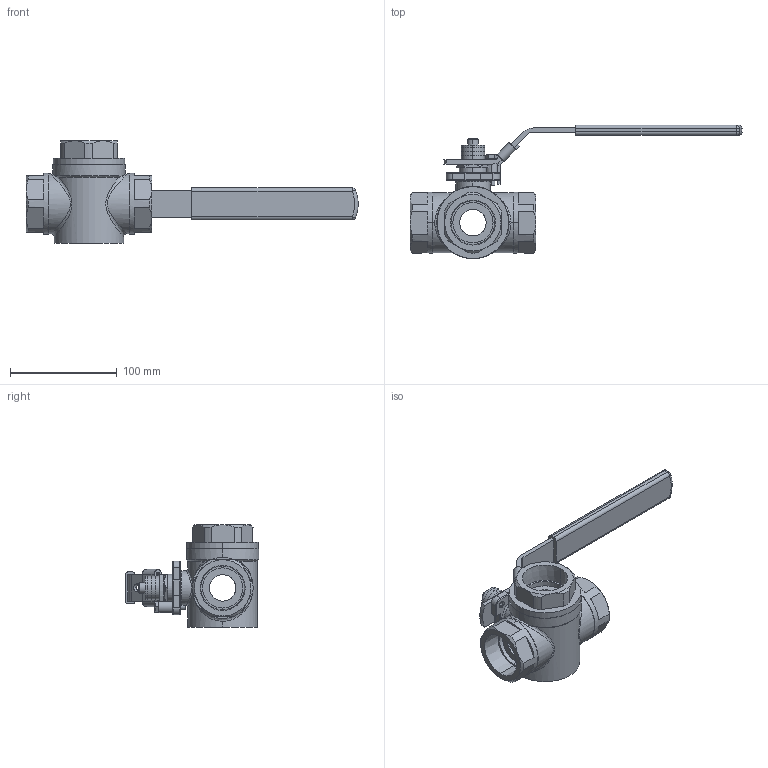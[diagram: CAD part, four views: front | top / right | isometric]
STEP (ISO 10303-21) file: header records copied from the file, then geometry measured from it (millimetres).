
FILE_DESCRIPTION (( 'STEP AP214' ), '1' );
FILE_NAME ('38-TH-0125-XXX.step', '2019-12-06T21:06:04', ( '' ), ( '' ), 'SwSTEP 2.0', 'SolidWorks 2019', '' );
FILE_SCHEMA (( 'AUTOMOTIVE_DESIGN' ));
Length unit declared in the file: inch
Products named in the file (2): 38-TH-0125-XXX
Bounding box: 311.28 x 125.29 x 96.01 mm (x, y, z)
Surface area: 92271.9 mm2 (no closed solid volume)
Topology: 0 solids, 16 shells, 343 faces, 875 edges, 539 vertices
Faces by surface type: plane 135, cylinder 126, cone 42, torus 26, bspline 10, sphere 4
Entity records: 16943 total; most frequent: CARTESIAN_POINT 4354, DIRECTION 1724, ORIENTED_EDGE 1613, EDGE_CURVE 869, AXIS2_PLACEMENT_3D 657, VERTEX_POINT 539, VECTOR 410, LINE 410
